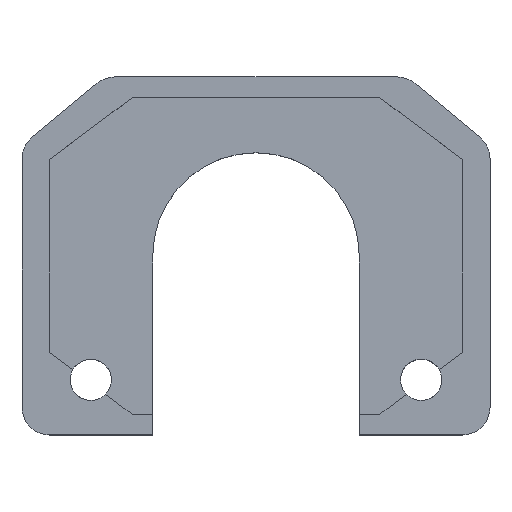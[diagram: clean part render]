
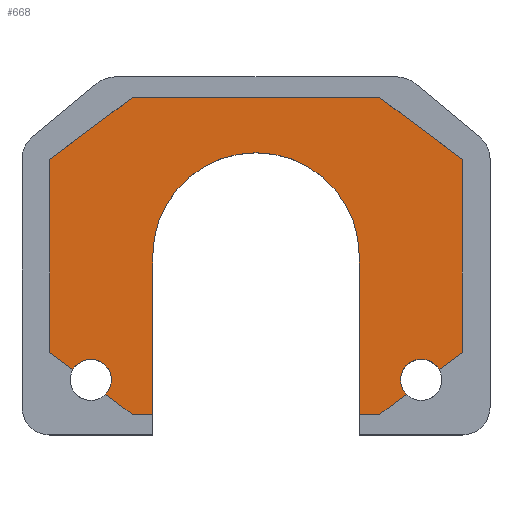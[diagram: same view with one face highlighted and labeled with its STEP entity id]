
A CAD part, top view. The second image highlights one B-rep face of the part: STEP entity #668.
In plain terms, the highlighted planar face has unit normal (0, 0, 1).
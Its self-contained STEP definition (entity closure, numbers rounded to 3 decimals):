
#44=CIRCLE('',#715,7.5);
#45=CIRCLE('',#721,1.5);
#46=CIRCLE('',#722,1.5);
#47=CIRCLE('',#724,1.5);
#79=FACE_OUTER_BOUND('',#113,.T.);
#113=EDGE_LOOP('',(#597,#598,#599,#600,#601,#602,#603,#604,#605,#606,#607,
#608,#609,#610,#611,#612,#613));
#154=LINE('',#1041,#228);
#161=LINE('',#1055,#235);
#169=LINE('',#1077,#243);
#171=LINE('',#1080,#245);
#172=LINE('',#1083,#246);
#174=LINE('',#1087,#248);
#177=LINE('',#1092,#251);
#178=LINE('',#1095,#252);
#180=LINE('',#1098,#254);
#181=LINE('',#1101,#255);
#183=LINE('',#1105,#257);
#185=LINE('',#1109,#259);
#187=LINE('',#1112,#261);
#228=VECTOR('',#839,1.);
#235=VECTOR('',#856,1.);
#243=VECTOR('',#880,1.);
#245=VECTOR('',#884,1.);
#246=VECTOR('',#887,1.);
#248=VECTOR('',#891,1.);
#251=VECTOR('',#896,1.);
#252=VECTOR('',#899,1.);
#254=VECTOR('',#903,1.);
#255=VECTOR('',#906,1.);
#257=VECTOR('',#910,1.);
#259=VECTOR('',#914,1.);
#261=VECTOR('',#918,1.);
#309=VERTEX_POINT('',#1038);
#310=VERTEX_POINT('',#1040);
#311=VERTEX_POINT('',#1046);
#312=VERTEX_POINT('',#1053);
#313=VERTEX_POINT('',#1060);
#314=VERTEX_POINT('',#1062);
#315=VERTEX_POINT('',#1065);
#316=VERTEX_POINT('',#1069);
#317=VERTEX_POINT('',#1070);
#318=VERTEX_POINT('',#1076);
#319=VERTEX_POINT('',#1082);
#320=VERTEX_POINT('',#1086);
#321=VERTEX_POINT('',#1090);
#322=VERTEX_POINT('',#1094);
#323=VERTEX_POINT('',#1100);
#324=VERTEX_POINT('',#1104);
#325=VERTEX_POINT('',#1108);
#384=EDGE_CURVE('',#309,#310,#154,.T.);
#388=EDGE_CURVE('',#309,#311,#44,.T.);
#392=EDGE_CURVE('',#311,#312,#161,.T.);
#395=EDGE_CURVE('',#314,#313,#45,.T.);
#397=EDGE_CURVE('',#315,#314,#46,.T.);
#399=EDGE_CURVE('',#316,#317,#47,.T.);
#403=EDGE_CURVE('',#310,#318,#169,.T.);
#405=EDGE_CURVE('',#318,#317,#171,.T.);
#406=EDGE_CURVE('',#316,#319,#172,.T.);
#408=EDGE_CURVE('',#319,#320,#174,.T.);
#411=EDGE_CURVE('',#321,#312,#177,.T.);
#412=EDGE_CURVE('',#320,#322,#178,.T.);
#414=EDGE_CURVE('',#315,#321,#180,.T.);
#415=EDGE_CURVE('',#322,#323,#181,.T.);
#417=EDGE_CURVE('',#323,#324,#183,.T.);
#419=EDGE_CURVE('',#324,#325,#185,.T.);
#421=EDGE_CURVE('',#325,#313,#187,.T.);
#597=ORIENTED_EDGE('',*,*,#415,.F.);
#598=ORIENTED_EDGE('',*,*,#412,.F.);
#599=ORIENTED_EDGE('',*,*,#408,.F.);
#600=ORIENTED_EDGE('',*,*,#406,.F.);
#601=ORIENTED_EDGE('',*,*,#399,.T.);
#602=ORIENTED_EDGE('',*,*,#405,.F.);
#603=ORIENTED_EDGE('',*,*,#403,.F.);
#604=ORIENTED_EDGE('',*,*,#384,.F.);
#605=ORIENTED_EDGE('',*,*,#388,.T.);
#606=ORIENTED_EDGE('',*,*,#392,.T.);
#607=ORIENTED_EDGE('',*,*,#411,.F.);
#608=ORIENTED_EDGE('',*,*,#414,.F.);
#609=ORIENTED_EDGE('',*,*,#397,.T.);
#610=ORIENTED_EDGE('',*,*,#395,.T.);
#611=ORIENTED_EDGE('',*,*,#421,.F.);
#612=ORIENTED_EDGE('',*,*,#419,.F.);
#613=ORIENTED_EDGE('',*,*,#417,.F.);
#636=PLANE('',#736);
#668=ADVANCED_FACE('',(#79),#636,.T.);
#715=AXIS2_PLACEMENT_3D('',#1048,#847,#848);
#721=AXIS2_PLACEMENT_3D('',#1063,#865,#866);
#722=AXIS2_PLACEMENT_3D('',#1066,#868,#869);
#724=AXIS2_PLACEMENT_3D('',#1071,#873,#874);
#736=AXIS2_PLACEMENT_3D('',#1113,#919,#920);
#839=DIRECTION('',(0.,-1.,0.));
#847=DIRECTION('center_axis',(0.,0.,-1.));
#848=DIRECTION('ref_axis',(1.,0.,0.));
#856=DIRECTION('',(0.,-1.,0.));
#865=DIRECTION('center_axis',(0.,0.,-1.));
#866=DIRECTION('ref_axis',(1.,0.,0.));
#868=DIRECTION('center_axis',(0.,0.,-1.));
#869=DIRECTION('ref_axis',(1.,0.,0.));
#873=DIRECTION('center_axis',(0.,0.,-1.));
#874=DIRECTION('ref_axis',(1.,0.,0.));
#880=DIRECTION('',(-1.,0.,0.));
#884=DIRECTION('',(-0.8,0.6,0.));
#887=DIRECTION('',(-0.8,0.6,0.));
#891=DIRECTION('',(0.,1.,0.));
#896=DIRECTION('',(-1.,0.,0.));
#899=DIRECTION('',(0.8,0.6,0.));
#903=DIRECTION('',(-0.8,-0.6,0.));
#906=DIRECTION('',(1.,0.,0.));
#910=DIRECTION('',(0.8,-0.6,0.));
#914=DIRECTION('',(0.,-1.,0.));
#918=DIRECTION('',(-0.8,-0.6,0.));
#919=DIRECTION('center_axis',(0.,0.,1.));
#920=DIRECTION('ref_axis',(1.,0.,0.));
#1038=CARTESIAN_POINT('',(-7.5,0.,3.));
#1040=CARTESIAN_POINT('',(-7.5,-11.5,3.));
#1041=CARTESIAN_POINT('',(-7.5,5.75,3.));
#1046=CARTESIAN_POINT('',(7.5,0.,3.));
#1048=CARTESIAN_POINT('Origin',(0.,0.,
3.));
#1053=CARTESIAN_POINT('',(7.5,-11.5,3.));
#1055=CARTESIAN_POINT('',(7.5,5.75,3.));
#1060=CARTESIAN_POINT('',(13.309,-8.268,3.));
#1062=CARTESIAN_POINT('',(10.5,-9.,3.));
#1063=CARTESIAN_POINT('Origin',(12.,-9.,3.));
#1065=CARTESIAN_POINT('',(10.931,-10.052,3.));
#1066=CARTESIAN_POINT('Origin',(12.,-9.,3.));
#1069=CARTESIAN_POINT('',(-13.309,-8.268,3.));
#1070=CARTESIAN_POINT('',(-10.931,-10.052,3.));
#1071=CARTESIAN_POINT('Origin',(-12.,-9.,3.));
#1076=CARTESIAN_POINT('',(-9.,-11.5,3.));
#1077=CARTESIAN_POINT('',(9.,-11.5,3.));
#1080=CARTESIAN_POINT('',(-9.,-11.5,3.));
#1082=CARTESIAN_POINT('',(-15.,-7.,3.));
#1083=CARTESIAN_POINT('',(-9.,-11.5,3.));
#1086=CARTESIAN_POINT('',(-15.,7.,3.));
#1087=CARTESIAN_POINT('',(-15.,-7.,3.));
#1090=CARTESIAN_POINT('',(9.,-11.5,3.));
#1092=CARTESIAN_POINT('',(9.,-11.5,3.));
#1094=CARTESIAN_POINT('',(-9.,11.5,3.));
#1095=CARTESIAN_POINT('',(-15.,7.,3.));
#1098=CARTESIAN_POINT('',(15.,-7.,3.));
#1100=CARTESIAN_POINT('',(9.,11.5,3.));
#1101=CARTESIAN_POINT('',(-9.,11.5,3.));
#1104=CARTESIAN_POINT('',(15.,7.,3.));
#1105=CARTESIAN_POINT('',(9.,11.5,3.));
#1108=CARTESIAN_POINT('',(15.,-7.,3.));
#1109=CARTESIAN_POINT('',(15.,7.,3.));
#1112=CARTESIAN_POINT('',(15.,-7.,3.));
#1113=CARTESIAN_POINT('Origin',(-9.,11.5,3.));
